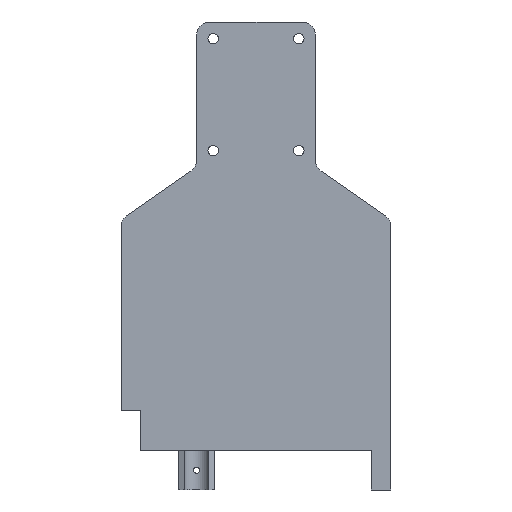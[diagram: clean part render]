
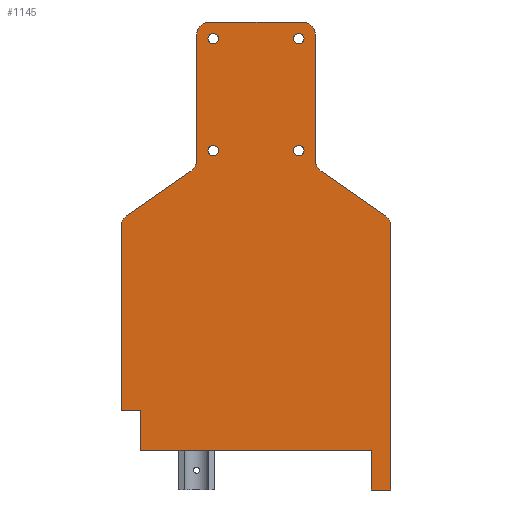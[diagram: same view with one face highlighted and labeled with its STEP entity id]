
A CAD part, front view. The second image highlights one B-rep face of the part: STEP entity #1145.
In plain terms, the highlighted planar face has unit normal (0, -1, 0).
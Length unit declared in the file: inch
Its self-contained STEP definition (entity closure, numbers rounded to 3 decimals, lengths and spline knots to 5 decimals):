
#31=FACE_BOUND('',#170,.T.);
#32=FACE_BOUND('',#171,.T.);
#33=FACE_BOUND('',#172,.T.);
#34=FACE_BOUND('',#173,.T.);
#65=PLANE('',#1243);
#105=FACE_OUTER_BOUND('',#169,.T.);
#169=EDGE_LOOP('',(#826,#827,#828,#829,#830,#831,#832,#833,#834,#835,#836,
#837,#838,#839,#840,#841,#842,#843));
#170=EDGE_LOOP('',(#844));
#171=EDGE_LOOP('',(#845));
#172=EDGE_LOOP('',(#846));
#173=EDGE_LOOP('',(#847));
#250=LINE('',#1802,#351);
#258=LINE('',#1827,#359);
#259=LINE('',#1831,#360);
#260=LINE('',#1835,#361);
#261=LINE('',#1839,#362);
#262=LINE('',#1843,#363);
#263=LINE('',#1847,#364);
#264=LINE('',#1851,#365);
#265=LINE('',#1853,#366);
#266=LINE('',#1855,#367);
#267=LINE('',#1856,#368);
#268=LINE('',#1857,#369);
#351=VECTOR('',#1396,0.3937);
#359=VECTOR('',#1412,0.3937);
#360=VECTOR('',#1415,0.3937);
#361=VECTOR('',#1418,0.3937);
#362=VECTOR('',#1421,0.3937);
#363=VECTOR('',#1424,0.3937);
#364=VECTOR('',#1427,0.3937);
#365=VECTOR('',#1430,0.3937);
#366=VECTOR('',#1431,0.3937);
#367=VECTOR('',#1432,0.3937);
#368=VECTOR('',#1433,0.3937);
#369=VECTOR('',#1434,0.3937);
#447=CIRCLE('',#1244,0.25);
#448=CIRCLE('',#1245,0.25);
#449=CIRCLE('',#1246,0.25);
#450=CIRCLE('',#1247,0.25);
#451=CIRCLE('',#1248,0.25);
#452=CIRCLE('',#1249,0.25);
#453=CIRCLE('',#1250,0.09843);
#454=CIRCLE('',#1251,0.09843);
#455=CIRCLE('',#1252,0.09843);
#456=CIRCLE('',#1253,0.09843);
#510=VERTEX_POINT('',#1799);
#511=VERTEX_POINT('',#1801);
#520=VERTEX_POINT('',#1825);
#521=VERTEX_POINT('',#1826);
#522=VERTEX_POINT('',#1828);
#523=VERTEX_POINT('',#1830);
#524=VERTEX_POINT('',#1832);
#525=VERTEX_POINT('',#1834);
#526=VERTEX_POINT('',#1836);
#527=VERTEX_POINT('',#1838);
#528=VERTEX_POINT('',#1840);
#529=VERTEX_POINT('',#1842);
#530=VERTEX_POINT('',#1844);
#531=VERTEX_POINT('',#1846);
#532=VERTEX_POINT('',#1848);
#533=VERTEX_POINT('',#1850);
#534=VERTEX_POINT('',#1852);
#535=VERTEX_POINT('',#1854);
#536=VERTEX_POINT('',#1858);
#537=VERTEX_POINT('',#1860);
#538=VERTEX_POINT('',#1862);
#539=VERTEX_POINT('',#1864);
#631=EDGE_CURVE('',#511,#510,#250,.T.);
#642=EDGE_CURVE('',#520,#521,#258,.T.);
#643=EDGE_CURVE('',#522,#520,#447,.T.);
#644=EDGE_CURVE('',#523,#522,#259,.T.);
#645=EDGE_CURVE('',#524,#523,#448,.T.);
#646=EDGE_CURVE('',#525,#524,#260,.T.);
#647=EDGE_CURVE('',#526,#525,#449,.T.);
#648=EDGE_CURVE('',#527,#526,#261,.T.);
#649=EDGE_CURVE('',#528,#527,#450,.T.);
#650=EDGE_CURVE('',#529,#528,#262,.T.);
#651=EDGE_CURVE('',#530,#529,#451,.T.);
#652=EDGE_CURVE('',#531,#530,#263,.T.);
#653=EDGE_CURVE('',#532,#531,#452,.T.);
#654=EDGE_CURVE('',#533,#532,#264,.T.);
#655=EDGE_CURVE('',#533,#534,#265,.T.);
#656=EDGE_CURVE('',#534,#535,#266,.T.);
#657=EDGE_CURVE('',#511,#535,#267,.T.);
#658=EDGE_CURVE('',#521,#510,#268,.T.);
#659=EDGE_CURVE('',#536,#536,#453,.T.);
#660=EDGE_CURVE('',#537,#537,#454,.T.);
#661=EDGE_CURVE('',#538,#538,#455,.T.);
#662=EDGE_CURVE('',#539,#539,#456,.T.);
#826=ORIENTED_EDGE('',*,*,#642,.F.);
#827=ORIENTED_EDGE('',*,*,#643,.F.);
#828=ORIENTED_EDGE('',*,*,#644,.F.);
#829=ORIENTED_EDGE('',*,*,#645,.F.);
#830=ORIENTED_EDGE('',*,*,#646,.F.);
#831=ORIENTED_EDGE('',*,*,#647,.F.);
#832=ORIENTED_EDGE('',*,*,#648,.F.);
#833=ORIENTED_EDGE('',*,*,#649,.F.);
#834=ORIENTED_EDGE('',*,*,#650,.F.);
#835=ORIENTED_EDGE('',*,*,#651,.F.);
#836=ORIENTED_EDGE('',*,*,#652,.F.);
#837=ORIENTED_EDGE('',*,*,#653,.F.);
#838=ORIENTED_EDGE('',*,*,#654,.F.);
#839=ORIENTED_EDGE('',*,*,#655,.T.);
#840=ORIENTED_EDGE('',*,*,#656,.T.);
#841=ORIENTED_EDGE('',*,*,#657,.F.);
#842=ORIENTED_EDGE('',*,*,#631,.T.);
#843=ORIENTED_EDGE('',*,*,#658,.F.);
#844=ORIENTED_EDGE('',*,*,#659,.T.);
#845=ORIENTED_EDGE('',*,*,#660,.T.);
#846=ORIENTED_EDGE('',*,*,#661,.T.);
#847=ORIENTED_EDGE('',*,*,#662,.T.);
#1145=ADVANCED_FACE('',(#105,#31,#32,#33,#34),#65,.F.);
#1243=AXIS2_PLACEMENT_3D('',#1824,#1410,#1411);
#1244=AXIS2_PLACEMENT_3D('',#1829,#1413,#1414);
#1245=AXIS2_PLACEMENT_3D('',#1833,#1416,#1417);
#1246=AXIS2_PLACEMENT_3D('',#1837,#1419,#1420);
#1247=AXIS2_PLACEMENT_3D('',#1841,#1422,#1423);
#1248=AXIS2_PLACEMENT_3D('',#1845,#1425,#1426);
#1249=AXIS2_PLACEMENT_3D('',#1849,#1428,#1429);
#1250=AXIS2_PLACEMENT_3D('',#1859,#1435,#1436);
#1251=AXIS2_PLACEMENT_3D('',#1861,#1437,#1438);
#1252=AXIS2_PLACEMENT_3D('',#1863,#1439,#1440);
#1253=AXIS2_PLACEMENT_3D('',#1865,#1441,#1442);
#1396=DIRECTION('',(0.,0.,-1.));
#1410=DIRECTION('center_axis',(0.,1.,0.));
#1411=DIRECTION('ref_axis',(0.,0.,1.));
#1412=DIRECTION('',(0.,0.,-1.));
#1413=DIRECTION('center_axis',(0.,1.,0.));
#1414=DIRECTION('ref_axis',(0.887,0.,0.462));
#1415=DIRECTION('',(0.82,0.,-0.573));
#1416=DIRECTION('center_axis',(0.,-1.,0.));
#1417=DIRECTION('ref_axis',(-0.887,0.,-0.462));
#1418=DIRECTION('',(0.,0.,-1.));
#1419=DIRECTION('center_axis',(0.,1.,0.));
#1420=DIRECTION('ref_axis',(0.707,0.,0.707));
#1421=DIRECTION('',(1.,0.,0.));
#1422=DIRECTION('center_axis',(0.,1.,0.));
#1423=DIRECTION('ref_axis',(-0.707,0.,0.707));
#1424=DIRECTION('',(0.,0.,1.));
#1425=DIRECTION('center_axis',(0.,-1.,0.));
#1426=DIRECTION('ref_axis',(0.887,0.,-0.462));
#1427=DIRECTION('',(0.82,0.,0.573));
#1428=DIRECTION('center_axis',(0.,1.,0.));
#1429=DIRECTION('ref_axis',(-0.887,0.,0.462));
#1430=DIRECTION('',(0.,0.,1.));
#1431=DIRECTION('',(1.,0.,0.));
#1432=DIRECTION('',(0.,0.,-1.));
#1433=DIRECTION('',(-1.,0.,0.));
#1434=DIRECTION('',(-1.,0.,0.));
#1435=DIRECTION('center_axis',(0.,1.,0.));
#1436=DIRECTION('ref_axis',(-1.,0.,0.));
#1437=DIRECTION('center_axis',(0.,1.,0.));
#1438=DIRECTION('ref_axis',(-1.,0.,0.));
#1439=DIRECTION('center_axis',(0.,1.,0.));
#1440=DIRECTION('ref_axis',(-1.,0.,0.));
#1441=DIRECTION('center_axis',(0.,1.,0.));
#1442=DIRECTION('ref_axis',(-1.,0.,0.));
#1799=CARTESIAN_POINT('',(2.18406,0.,-0.75));
#1801=CARTESIAN_POINT('',(2.18406,0.,0.));
#1802=CARTESIAN_POINT('',(2.18406,0.,0.));
#1824=CARTESIAN_POINT('Origin',(0.,0.,6.7525));
#1825=CARTESIAN_POINT('',(2.55906,0.,4.24472));
#1826=CARTESIAN_POINT('',(2.55906,0.,-0.75));
#1827=CARTESIAN_POINT('',(2.55906,0.,4.37504));
#1828=CARTESIAN_POINT('',(2.45222,0.,4.44967));
#1829=CARTESIAN_POINT('Origin',(2.30906,0.,4.24472));
#1830=CARTESIAN_POINT('',(1.2343,0.,5.30041));
#1831=CARTESIAN_POINT('',(1.12746,0.,5.37504));
#1832=CARTESIAN_POINT('',(1.12746,0.,5.50536));
#1833=CARTESIAN_POINT('Origin',(1.37746,0.,5.50536));
#1834=CARTESIAN_POINT('',(1.12746,0.,7.87996));
#1835=CARTESIAN_POINT('',(1.12746,0.,8.12996));
#1836=CARTESIAN_POINT('',(0.87746,0.,8.12996));
#1837=CARTESIAN_POINT('Origin',(0.87746,0.,7.87996));
#1838=CARTESIAN_POINT('',(-0.87746,0.,8.12996));
#1839=CARTESIAN_POINT('',(-1.12746,0.,8.12996));
#1840=CARTESIAN_POINT('',(-1.12746,0.,7.87996));
#1841=CARTESIAN_POINT('Origin',(-0.87746,0.,7.87996));
#1842=CARTESIAN_POINT('',(-1.12746,0.,5.50536));
#1843=CARTESIAN_POINT('',(-1.12746,0.,5.37504));
#1844=CARTESIAN_POINT('',(-1.2343,0.,5.30041));
#1845=CARTESIAN_POINT('Origin',(-1.37746,0.,5.50536));
#1846=CARTESIAN_POINT('',(-2.45222,0.,4.44967));
#1847=CARTESIAN_POINT('',(-2.55906,0.,4.37504));
#1848=CARTESIAN_POINT('',(-2.55906,0.,4.24472));
#1849=CARTESIAN_POINT('Origin',(-2.30906,0.,4.24472));
#1850=CARTESIAN_POINT('',(-2.55906,0.,0.75));
#1851=CARTESIAN_POINT('',(-2.55906,0.,0.));
#1852=CARTESIAN_POINT('',(-2.18406,0.,0.75));
#1853=CARTESIAN_POINT('',(-1.18578,0.,0.75));
#1854=CARTESIAN_POINT('',(-2.18406,0.,0.));
#1855=CARTESIAN_POINT('',(-2.18406,0.,3.37625));
#1856=CARTESIAN_POINT('',(2.55906,0.,0.));
#1857=CARTESIAN_POINT('',(2.55906,0.,-0.75));
#1858=CARTESIAN_POINT('',(0.91093,0.,7.815));
#1859=CARTESIAN_POINT('Origin',(0.8125,0.,7.815));
#1860=CARTESIAN_POINT('',(0.91093,0.,5.69));
#1861=CARTESIAN_POINT('Origin',(0.8125,0.,5.69));
#1862=CARTESIAN_POINT('',(-0.71407,0.,7.815));
#1863=CARTESIAN_POINT('Origin',(-0.8125,0.,7.815));
#1864=CARTESIAN_POINT('',(-0.71407,0.,5.69));
#1865=CARTESIAN_POINT('Origin',(-0.8125,0.,5.69));
